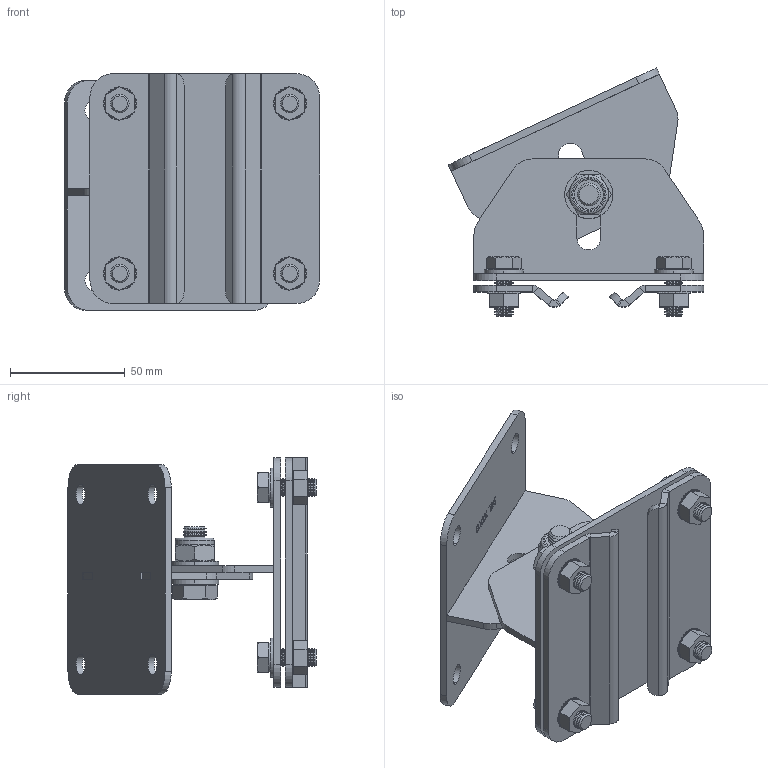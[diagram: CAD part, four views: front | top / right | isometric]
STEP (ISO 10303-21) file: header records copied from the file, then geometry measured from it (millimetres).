
FILE_DESCRIPTION (( 'STEP AP203' ), '1' );
FILE_NAME ('T84165.STEP', '2018-09-18T14:49:02', ( '' ), ( '' ), 'SwSTEP 2.0', 'SolidWorks 2016', '' );
FILE_SCHEMA (( 'CONFIG_CONTROL_DESIGN' ));
Length unit declared in the file: millimetre
Products named in the file (11): TH1373; TH1273; SW3dPS-nyloc nut, st stl a2 iso_M10 NYLOC; F936; A Washer_Bright washer BS 4320 - M10 (Form A); T84165; TH1375; Hex Screw GradeC_Doughty Fastners_ISO 4018 - M10 x 25-WS; Hex Screw GradeC_Doughty Fastners_ISO 4018 - M8 x 20-WS; A Washer_Bright washer BS 4320 - M8 (Form A); TH1374
Assembly tree (22 placements, depth 3):
  T84165
    TH1375  x2
      TH1373
      TH1374
    TH1273  x2
    A Washer_Bright washer BS 4320 - M8 (Form A)  x4
    Hex Screw GradeC_Doughty Fastners_ISO 4018 - M8 x 20-WS  x4
    F936  x4
    A Washer_Bright washer BS 4320 - M10 (Form A)  x2
    Hex Screw GradeC_Doughty Fastners_ISO 4018 - M10 x 25-WS
    SW3dPS-nyloc nut, st stl a2 iso_M10 NYLOC
Bounding box: 111.16 x 108.02 x 103 mm (x, y, z)
Volume: 124268.4 mm3; surface area: 93346.4 mm2
Topology: 22 solids, 22 shells, 1408 faces, 3638 edges, 2300 vertices
Faces by surface type: cylinder 536, plane 424, cone 356, bspline 88, torus 4
Entity records: 21432 total; most frequent: CARTESIAN_POINT 6229, DIRECTION 2977, ORIENTED_EDGE 2850, EDGE_CURVE 1425, AXIS2_PLACEMENT_3D 1154, VERTEX_POINT 900, LINE 669, VECTOR 669
